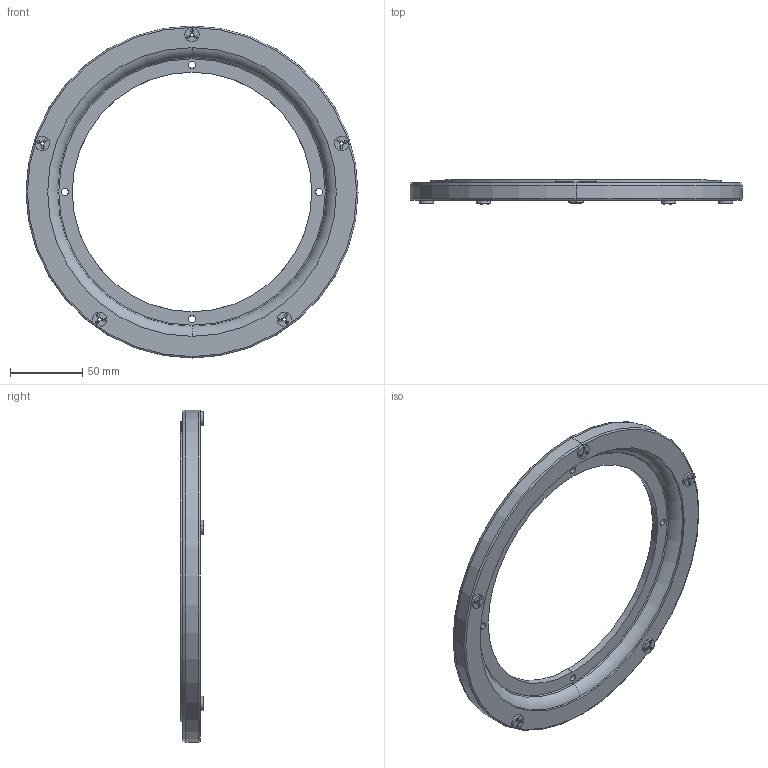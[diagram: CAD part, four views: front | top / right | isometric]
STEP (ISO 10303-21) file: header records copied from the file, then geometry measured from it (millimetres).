
FILE_DESCRIPTION (( 'STEP AP203' ), '1' );
FILE_NAME ('SC210-11538_HF23SP_ターンテーブル_0.step', '2015-07-06T01:26:34', ( '' ), ( '' ), 'SwSTEP 2.0', 'SolidWorks 2012', '' );
FILE_SCHEMA (( 'CONFIG_CONTROL_DESIGN' ));
Length unit declared in the file: millimetre
Products named in the file (6): SC210-11538_HF23SP_ターンテーブル_0; SC210-08169_HF23SP_脚ゴム; SC210-11537_HF23SP_ストッパー; SC210-11536_HF23SP_ボールベアリング; SC210-11535_HF23SP_トッププレート; SC210-11534_HF23SP_ベースプレート
Assembly tree (58 placements, depth 2):
  SC210-11538_HF23SP_ターンテーブル_0
    SC210-11534_HF23SP_ベースプレート
    SC210-11535_HF23SP_トッププレート
    SC210-11536_HF23SP_ボールベアリング  x50
    SC210-11537_HF23SP_ストッパー
    SC210-08169_HF23SP_脚ゴム  x5
Bounding box: 230 x 16.5 x 230 mm (x, y, z)
Volume: 108450.5 mm3; surface area: 100867.6 mm2
Topology: 68 solids, 68 shells, 408 faces, 1046 edges, 713 vertices
Faces by surface type: cylinder 155, sphere 130, plane 89, torus 32, cone 2
Entity records: 7764 total; most frequent: DIRECTION 1198, CARTESIAN_POINT 958, ORIENTED_EDGE 868, AXIS2_PLACEMENT_3D 525, EDGE_CURVE 434, CIRCLE 286, VERTEX_POINT 285, EDGE_LOOP 223
